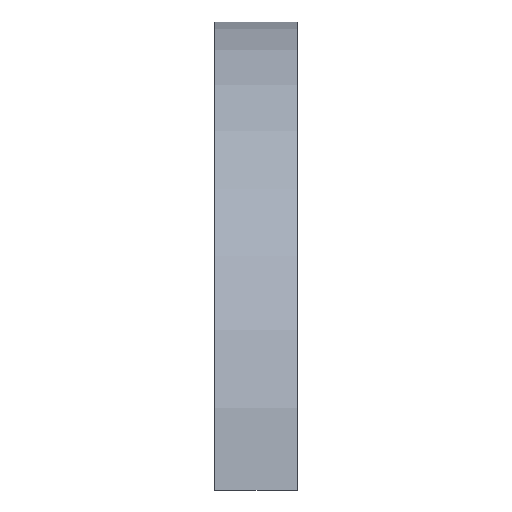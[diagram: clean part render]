
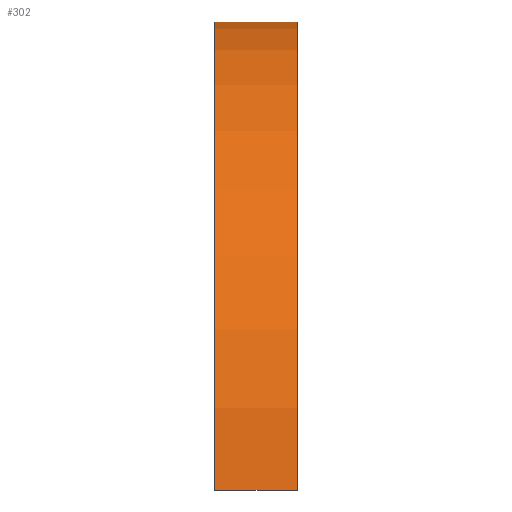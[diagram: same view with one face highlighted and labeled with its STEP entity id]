
A CAD part, left-side view. The second image highlights one B-rep face of the part: STEP entity #302.
In plain terms, the highlighted cylindrical face has radius 145 mm (diameter 290 mm), a partial arc.
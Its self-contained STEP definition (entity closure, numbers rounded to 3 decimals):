
#152=CYLINDRICAL_SURFACE('',#1789,145.);
#208=CIRCLE('',#1787,145.);
#209=CIRCLE('',#1788,145.);
#302=ADVANCED_FACE('',(#420),#152,.T.);
#420=FACE_OUTER_BOUND('',#496,.T.);
#496=EDGE_LOOP('',(#772,#773,#774,#775));
#772=ORIENTED_EDGE('',*,*,#1344,.F.);
#773=ORIENTED_EDGE('',*,*,#1345,.F.);
#774=ORIENTED_EDGE('',*,*,#1346,.T.);
#775=ORIENTED_EDGE('',*,*,#1347,.T.);
#1156=VERTEX_POINT('',#2693);
#1157=VERTEX_POINT('',#2694);
#1158=VERTEX_POINT('',#2696);
#1159=VERTEX_POINT('',#2698);
#1344=EDGE_CURVE('',#1156,#1157,#208,.T.);
#1345=EDGE_CURVE('',#1158,#1156,#1536,.T.);
#1346=EDGE_CURVE('',#1158,#1159,#209,.T.);
#1347=EDGE_CURVE('',#1159,#1157,#1537,.T.);
#1536=LINE('',#2695,#1688);
#1537=LINE('',#2699,#1689);
#1688=VECTOR('',#2179,1.);
#1689=VECTOR('',#2182,1.);
#1787=AXIS2_PLACEMENT_3D('',#2692,#2177,#2178);
#1788=AXIS2_PLACEMENT_3D('',#2697,#2180,#2181);
#1789=AXIS2_PLACEMENT_3D('',#2700,#2183,#2184);
#2177=DIRECTION('',(0.,-1.,0.));
#2178=DIRECTION('',(1.,0.,0.));
#2179=DIRECTION('',(0.,-1.,0.));
#2180=DIRECTION('',(0.,-1.,0.));
#2181=DIRECTION('',(1.,0.,0.));
#2182=DIRECTION('',(0.,-1.,0.));
#2183=DIRECTION('',(0.,-1.,0.));
#2184=DIRECTION('',(0.,0.,-1.));
#2692=CARTESIAN_POINT('',(0.,139.,0.));
#2693=CARTESIAN_POINT('',(144.992,139.,1.5));
#2694=CARTESIAN_POINT('',(-144.992,139.,1.5));
#2695=CARTESIAN_POINT('',(144.992,164.4,1.5));
#2696=CARTESIAN_POINT('',(144.992,164.4,1.5));
#2697=CARTESIAN_POINT('',(0.,164.4,0.));
#2698=CARTESIAN_POINT('',(-144.992,164.4,1.5));
#2699=CARTESIAN_POINT('',(-144.992,164.4,1.5));
#2700=CARTESIAN_POINT('',(0.,164.4,0.));
